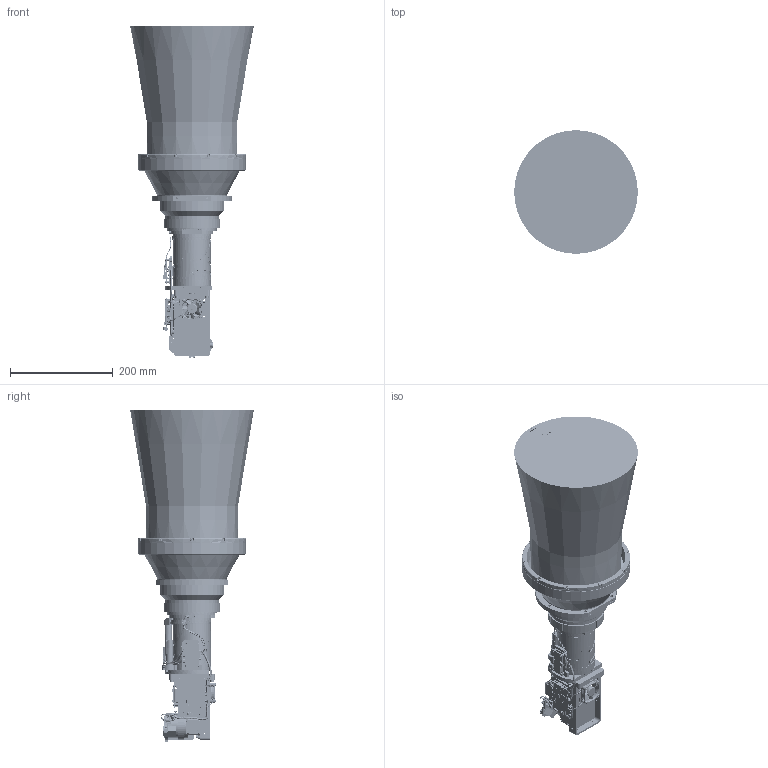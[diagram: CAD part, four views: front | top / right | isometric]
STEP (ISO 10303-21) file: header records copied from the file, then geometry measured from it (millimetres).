
FILE_DESCRIPTION (( 'STEP AP214' ), '1' );
FILE_NAME ('S-D11220_ICD, Ventus-690-HOT, RevB.STEP', '2025-09-09T17:11:07', ( '' ), ( '' ), 'SwSTEP 2.0', 'SolidWorks 2025', '' );
FILE_SCHEMA (( 'AUTOMOTIVE_DESIGN' ));
Length unit declared in the file: millimetre
Products named in the file (1): S-D11220_ICD, Ventus-690-HOT, RevB
Bounding box: 240.49 x 240.49 x 645.56 mm (x, y, z)
Volume: 18023770.9 mm3; surface area: 826979.3 mm2
Topology: 17 solids, 64 shells, 12043 faces, 32677 edges, 21342 vertices
Faces by surface type: plane 8621, cylinder 2503, bspline 445, cone 429, torus 30, sphere 15
Full cylindrical faces by diameter (mm): 0.15 x1, 0.199 x2, 0.3 x2, 0.4 x1, 0.49 x12, 0.5 x20, 0.508 x14, 0.676 x1, 0.8 x2, 0.9 x22, 1 x32, 1.2 x6, 1.25 x2, 1.3 x1, 1.5 x37, 1.524 x8, 1.626 x4, 1.72 x4, 1.8 x4, 2 x26, 2.1 x3, 2.2 x6, 2.3 x2, 2.438 x4, 2.5 x10, 2.8 x14, 2.845 x2, 2.9 x8, 3 x19, 3.021 x1
Entity records: 420696 total; most frequent: CARTESIAN_POINT 121847, ORIENTED_EDGE 63298, DIRECTION 58380, EDGE_CURVE 31649, VECTOR 24110, LINE 24110, VERTEX_POINT 21017, AXIS2_PLACEMENT_3D 17135
